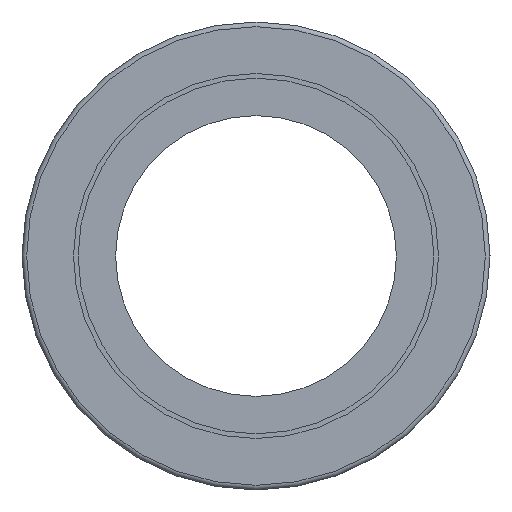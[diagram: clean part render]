
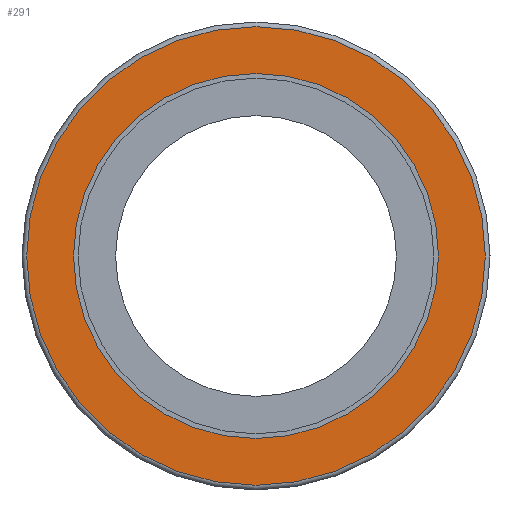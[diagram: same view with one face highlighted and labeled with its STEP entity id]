
A CAD part, left-side view. The second image highlights one B-rep face of the part: STEP entity #291.
In plain terms, the highlighted planar face has unit normal (-1, 0, 0).
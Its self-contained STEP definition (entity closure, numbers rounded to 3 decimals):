
#46=FACE_BOUND('',#79,.T.);
#56=FACE_OUTER_BOUND('',#78,.T.);
#78=EDGE_LOOP('',(#190));
#79=EDGE_LOOP('',(#191));
#110=CIRCLE('',#328,4.9);
#111=CIRCLE('',#329,3.9);
#134=VERTEX_POINT('',#479);
#135=VERTEX_POINT('',#481);
#156=EDGE_CURVE('',#134,#134,#110,.T.);
#157=EDGE_CURVE('',#135,#135,#111,.T.);
#190=ORIENTED_EDGE('',*,*,#156,.F.);
#191=ORIENTED_EDGE('',*,*,#157,.T.);
#258=PLANE('',#327);
#291=ADVANCED_FACE('',(#56,#46),#258,.T.);
#327=AXIS2_PLACEMENT_3D('',#478,#375,#376);
#328=AXIS2_PLACEMENT_3D('',#480,#377,#378);
#329=AXIS2_PLACEMENT_3D('',#482,#379,#380);
#375=DIRECTION('center_axis',(-1.,0.,0.));
#376=DIRECTION('ref_axis',(0.,0.,1.));
#377=DIRECTION('center_axis',(1.,0.,0.));
#378=DIRECTION('ref_axis',(0.,0.,-1.));
#379=DIRECTION('center_axis',(1.,0.,0.));
#380=DIRECTION('ref_axis',(0.,0.,-1.));
#478=CARTESIAN_POINT('Origin',(-17.5,4.9,0.));
#479=CARTESIAN_POINT('',(-17.5,0.,4.9));
#480=CARTESIAN_POINT('Origin',(-17.5,0.,0.));
#481=CARTESIAN_POINT('',(-17.5,0.,3.9));
#482=CARTESIAN_POINT('Origin',(-17.5,0.,0.));
